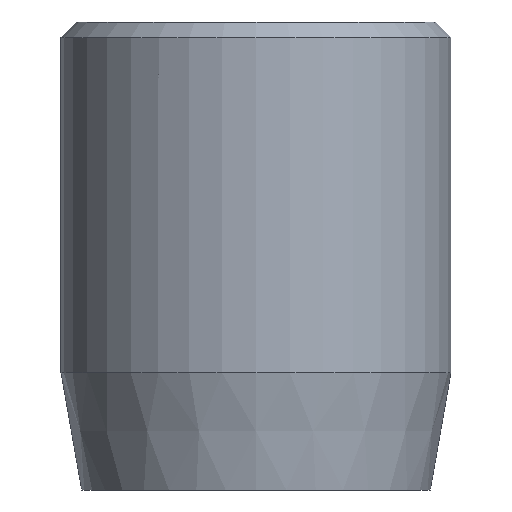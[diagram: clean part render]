
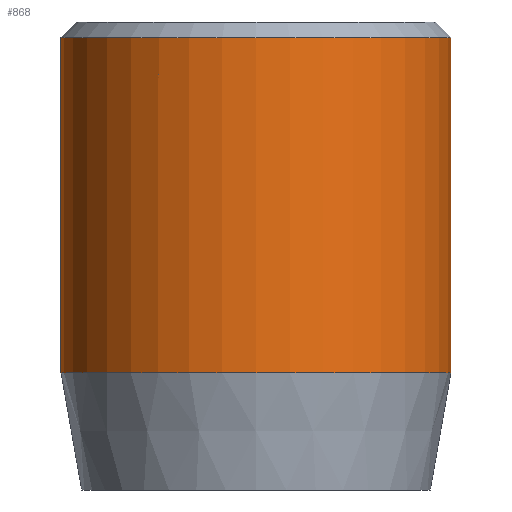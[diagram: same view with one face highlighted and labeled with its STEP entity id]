
A CAD part, front view. The second image highlights one B-rep face of the part: STEP entity #868.
In plain terms, the highlighted cylindrical face has radius 2.5 mm (diameter 5 mm), a partial arc.
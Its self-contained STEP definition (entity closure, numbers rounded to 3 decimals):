
#57 = VECTOR ( 'NONE', #797, 1000. ) ;
#62 = DIRECTION ( 'NONE',  ( -1., 0., 0. ) ) ;
#68 = CIRCLE ( 'NONE', #943, 2.5 ) ;
#99 = ORIENTED_EDGE ( 'NONE', *, *, #819, .T. ) ;
#129 = CARTESIAN_POINT ( 'NONE',  ( 0., 0., 1.5 ) ) ;
#139 = VECTOR ( 'NONE', #941, 1000. ) ;
#225 = DIRECTION ( 'NONE',  ( 1., 0., 0. ) ) ;
#228 = EDGE_LOOP ( 'NONE', ( #589, #1076, #99, #796 ) ) ;
#252 = CARTESIAN_POINT ( 'NONE',  ( -2.5, 0., 1.5 ) ) ;
#258 = CARTESIAN_POINT ( 'NONE',  ( -2.5, 0., 6. ) ) ;
#261 = CIRCLE ( 'NONE', #551, 2.5 ) ;
#285 = DIRECTION ( 'NONE',  ( 0., 0., -1. ) ) ;
#290 = FACE_OUTER_BOUND ( 'NONE', #228, .T. ) ;
#318 = LINE ( 'NONE', #258, #57 ) ;
#421 = AXIS2_PLACEMENT_3D ( 'NONE', #992, #1073, #62 ) ;
#503 = VERTEX_POINT ( 'NONE', #1056 ) ;
#545 = EDGE_CURVE ( 'NONE', #938, #859, #833, .T. ) ;
#551 = AXIS2_PLACEMENT_3D ( 'NONE', #814, #285, #908 ) ;
#589 = ORIENTED_EDGE ( 'NONE', *, *, #545, .F. ) ;
#639 = CARTESIAN_POINT ( 'NONE',  ( 2.5, 0., 1.5 ) ) ;
#655 = CARTESIAN_POINT ( 'NONE',  ( 2.5, 0., 5.8 ) ) ;
#689 = VERTEX_POINT ( 'NONE', #252 ) ;
#770 = DIRECTION ( 'NONE',  ( 0., 0., 1. ) ) ;
#796 = ORIENTED_EDGE ( 'NONE', *, *, #1155, .T. ) ;
#797 = DIRECTION ( 'NONE',  ( 0., 0., -1. ) ) ;
#814 = CARTESIAN_POINT ( 'NONE',  ( 0., 0., 5.8 ) ) ;
#819 = EDGE_CURVE ( 'NONE', #503, #689, #318, .T. ) ;
#833 = LINE ( 'NONE', #962, #139 ) ;
#859 = VERTEX_POINT ( 'NONE', #639 ) ;
#868 = ADVANCED_FACE ( 'NONE', ( #290 ), #1176, .T. ) ;
#908 = DIRECTION ( 'NONE',  ( 1., 0., 0. ) ) ;
#923 = EDGE_CURVE ( 'NONE', #938, #503, #261, .T. ) ;
#938 = VERTEX_POINT ( 'NONE', #655 ) ;
#941 = DIRECTION ( 'NONE',  ( 0., 0., -1. ) ) ;
#943 = AXIS2_PLACEMENT_3D ( 'NONE', #129, #770, #225 ) ;
#962 = CARTESIAN_POINT ( 'NONE',  ( 2.5, 0., 6. ) ) ;
#992 = CARTESIAN_POINT ( 'NONE',  ( 0., 0., 6. ) ) ;
#1056 = CARTESIAN_POINT ( 'NONE',  ( -2.5, 0., 5.8 ) ) ;
#1073 = DIRECTION ( 'NONE',  ( 0., 0., -1. ) ) ;
#1076 = ORIENTED_EDGE ( 'NONE', *, *, #923, .T. ) ;
#1155 = EDGE_CURVE ( 'NONE', #689, #859, #68, .T. ) ;
#1176 = CYLINDRICAL_SURFACE ( 'NONE', #421, 2.5 ) ;
